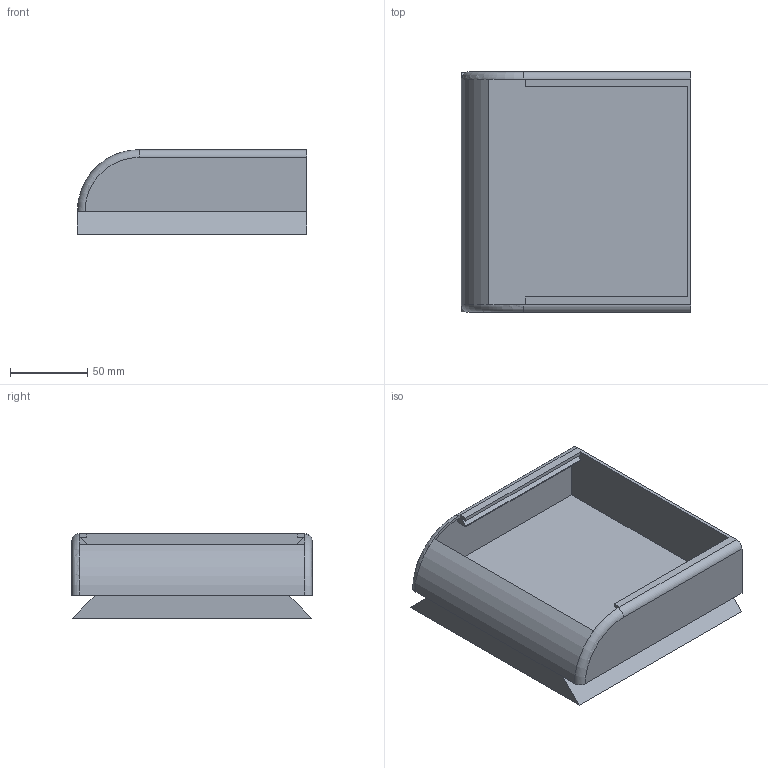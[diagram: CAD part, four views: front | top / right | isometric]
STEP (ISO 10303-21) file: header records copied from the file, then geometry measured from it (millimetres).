
FILE_DESCRIPTION (( 'STEP AP214' ), '1' );
FILE_NAME ('11. Compartment.STEP', '2021-05-27T18:31:25', ( '' ), ( '' ), 'SwSTEP 2.0', 'SolidWorks 2020', '' );
FILE_SCHEMA (( 'AUTOMOTIVE_DESIGN' ));
Length unit declared in the file: millimetre
Products named in the file (1): 11. Compartment
Bounding box: 148.5 x 156 x 54.85 mm (x, y, z)
Volume: 274801 mm3; surface area: 149488 mm2
Topology: 1 solids, 3 shells, 50 faces, 124 edges, 80 vertices
Faces by surface type: plane 39, cylinder 7, torus 4
Entity records: 1524 total; most frequent: CARTESIAN_POINT 285, ORIENTED_EDGE 248, DIRECTION 248, EDGE_CURVE 124, VECTOR 98, LINE 98, VERTEX_POINT 80, AXIS2_PLACEMENT_3D 75
